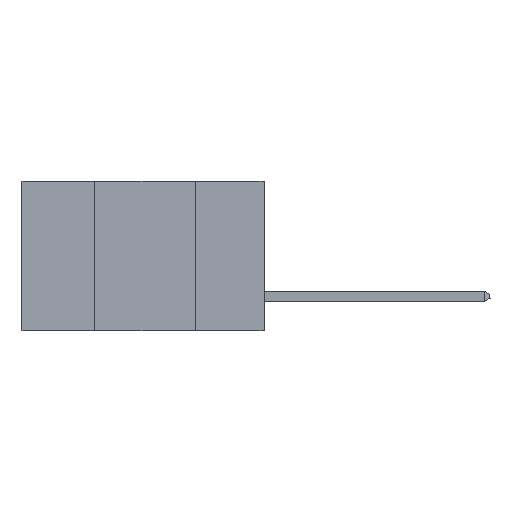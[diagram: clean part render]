
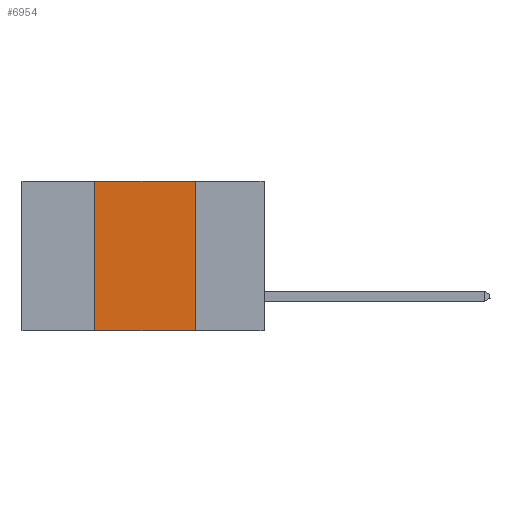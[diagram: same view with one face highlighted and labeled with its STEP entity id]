
A CAD part, left-side view. The second image highlights one B-rep face of the part: STEP entity #6954.
In plain terms, the highlighted planar face has unit normal (-1, 0, 0).
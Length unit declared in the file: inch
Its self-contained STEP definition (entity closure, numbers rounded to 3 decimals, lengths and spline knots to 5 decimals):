
#735 = EDGE_CURVE ( 'NONE', #2029, #3547, #14021, .T. ) ;
#910 = CARTESIAN_POINT ( 'NONE',  ( 0., 0.17, 0. ) ) ;
#926 = DIRECTION ( 'NONE',  ( 0., -1., 0. ) ) ;
#1169 = DIRECTION ( 'NONE',  ( 0., 0., 1. ) ) ;
#1288 = LINE ( 'NONE', #6231, #3151 ) ;
#1895 = CARTESIAN_POINT ( 'NONE',  ( 0., 0.42, 0. ) ) ;
#2029 = VERTEX_POINT ( 'NONE', #12887 ) ;
#2064 = EDGE_CURVE ( 'NONE', #11948, #13557, #9222, .T. ) ;
#2474 = ORIENTED_EDGE ( 'NONE', *, *, #2064, .F. ) ;
#2926 = LINE ( 'NONE', #9983, #8444 ) ;
#3151 = VECTOR ( 'NONE', #926, 39.37008 ) ;
#3547 = VERTEX_POINT ( 'NONE', #1895 ) ;
#4075 = EDGE_CURVE ( 'NONE', #2029, #13557, #1288, .T. ) ;
#4217 = VECTOR ( 'NONE', #6414, 39.37008 ) ;
#5263 = CARTESIAN_POINT ( 'NONE',  ( 0., 0.6, 0. ) ) ;
#5540 = EDGE_LOOP ( 'NONE', ( #2474, #8628, #7202, #7619 ) ) ;
#5570 = CARTESIAN_POINT ( 'NONE',  ( 0., 0.42, 0. ) ) ;
#5641 = CARTESIAN_POINT ( 'NONE',  ( 0., 0.17, -0.37 ) ) ;
#5665 = EDGE_CURVE ( 'NONE', #3547, #11948, #2926, .T. ) ;
#5860 = CARTESIAN_POINT ( 'NONE',  ( 0., 0.17, 0. ) ) ;
#6231 = CARTESIAN_POINT ( 'NONE',  ( 0., 0.6, -0.37 ) ) ;
#6414 = DIRECTION ( 'NONE',  ( 0., 0., -1. ) ) ;
#6954 = ADVANCED_FACE ( 'NONE', ( #11304 ), #10441, .F. ) ;
#7202 = ORIENTED_EDGE ( 'NONE', *, *, #735, .F. ) ;
#7619 = ORIENTED_EDGE ( 'NONE', *, *, #4075, .T. ) ;
#8444 = VECTOR ( 'NONE', #9891, 39.37008 ) ;
#8539 = DIRECTION ( 'NONE',  ( 0., 0., -1. ) ) ;
#8585 = DIRECTION ( 'NONE',  ( 1., 0., 0. ) ) ;
#8628 = ORIENTED_EDGE ( 'NONE', *, *, #5665, .F. ) ;
#9222 = LINE ( 'NONE', #910, #4217 ) ;
#9598 = VECTOR ( 'NONE', #1169, 39.37008 ) ;
#9891 = DIRECTION ( 'NONE',  ( 0., -1., 0. ) ) ;
#9983 = CARTESIAN_POINT ( 'NONE',  ( 0., 0.6, 0. ) ) ;
#10441 = PLANE ( 'NONE',  #10699 ) ;
#10699 = AXIS2_PLACEMENT_3D ( 'NONE', #5263, #8585, #8539 ) ;
#11304 = FACE_OUTER_BOUND ( 'NONE', #5540, .T. ) ;
#11948 = VERTEX_POINT ( 'NONE', #5860 ) ;
#12887 = CARTESIAN_POINT ( 'NONE',  ( 0., 0.42, -0.37 ) ) ;
#13557 = VERTEX_POINT ( 'NONE', #5641 ) ;
#14021 = LINE ( 'NONE', #5570, #9598 ) ;
